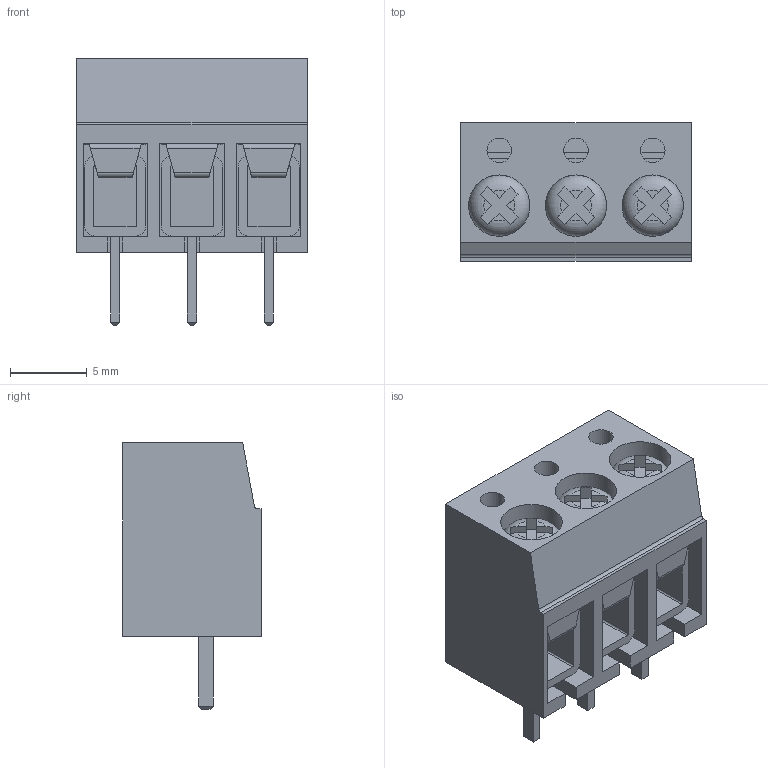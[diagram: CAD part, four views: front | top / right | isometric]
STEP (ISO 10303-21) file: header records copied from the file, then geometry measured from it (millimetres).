
FILE_DESCRIPTION(('FreeCAD Model'),'2;1');
FILE_NAME('TerminalBlock_Degson_DG305-5.0-03P.step', '2019-12-29T11:16:50',('Author'),(''), 'Open CASCADE STEP processor 7.3','FreeCAD','Unknown');
FILE_SCHEMA(('AUTOMOTIVE_DESIGN { 1 0 10303 214 1 1 1 1 }'));
Length unit declared in the file: millimetre
Products named in the file (1): Fusion
Bounding box: 15 x 9 x 17.35 mm (x, y, z)
Volume: 1135.8 mm3; surface area: 2376.3 mm2
Topology: 4 solids, 4 shells, 228 faces, 624 edges, 413 vertices
Faces by surface type: plane 179, cylinder 46, torus 3
Full cylindrical faces by diameter (mm): 1.6 x3, 4 x6
Entity records: 17842 total; most frequent: CARTESIAN_POINT 3999, DIRECTION 2204, LINE 1394, VECTOR 1394, ORIENTED_EDGE 1248, PCURVE 1248, DEFINITIONAL_REPRESENTATION 1248, EDGE_CURVE 624
